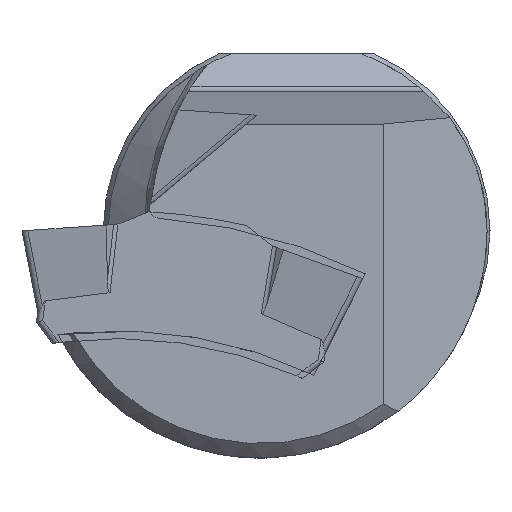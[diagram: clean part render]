
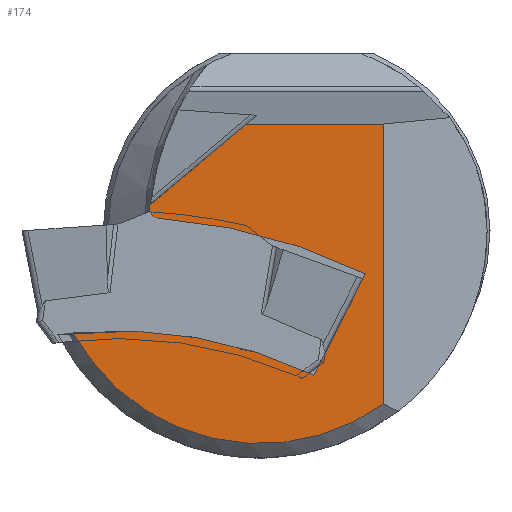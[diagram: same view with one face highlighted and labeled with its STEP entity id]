
A CAD part, left-side view. The second image highlights one B-rep face of the part: STEP entity #174.
In plain terms, the highlighted planar face has unit normal (-1, 0, 0).
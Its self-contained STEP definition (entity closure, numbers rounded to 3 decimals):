
#119=PLANE('',#1530);
#174=ADVANCED_FACE('',(#283),#119,.T.);
#283=FACE_OUTER_BOUND('',#359,.T.);
#359=EDGE_LOOP('',(#858,#859,#860,#861,#862,#863,#864,#865));
#462=LINE('',#2398,#562);
#463=LINE('',#2400,#563);
#464=LINE('',#2402,#564);
#465=LINE('',#2408,#565);
#562=VECTOR('',#1820,1.);
#563=VECTOR('',#1821,1.);
#564=VECTOR('',#1822,1.);
#565=VECTOR('',#1827,1.);
#606=CIRCLE('',#1526,23.65);
#607=CIRCLE('',#1527,11.);
#608=CIRCLE('',#1528,0.5);
#609=CIRCLE('',#1529,28.85);
#858=ORIENTED_EDGE('',*,*,#1312,.T.);
#859=ORIENTED_EDGE('',*,*,#1313,.F.);
#860=ORIENTED_EDGE('',*,*,#1314,.T.);
#861=ORIENTED_EDGE('',*,*,#1315,.F.);
#862=ORIENTED_EDGE('',*,*,#1316,.F.);
#863=ORIENTED_EDGE('',*,*,#1317,.T.);
#864=ORIENTED_EDGE('',*,*,#1318,.T.);
#865=ORIENTED_EDGE('',*,*,#1319,.T.);
#1134=VERTEX_POINT('',#2394);
#1135=VERTEX_POINT('',#2395);
#1136=VERTEX_POINT('',#2397);
#1137=VERTEX_POINT('',#2399);
#1138=VERTEX_POINT('',#2401);
#1139=VERTEX_POINT('',#2403);
#1140=VERTEX_POINT('',#2405);
#1141=VERTEX_POINT('',#2407);
#1312=EDGE_CURVE('',#1134,#1135,#606,.T.);
#1313=EDGE_CURVE('',#1136,#1135,#607,.T.);
#1314=EDGE_CURVE('',#1136,#1137,#462,.T.);
#1315=EDGE_CURVE('',#1138,#1137,#463,.T.);
#1316=EDGE_CURVE('',#1139,#1138,#464,.T.);
#1317=EDGE_CURVE('',#1139,#1140,#608,.T.);
#1318=EDGE_CURVE('',#1140,#1141,#609,.T.);
#1319=EDGE_CURVE('',#1141,#1134,#465,.T.);
#1526=AXIS2_PLACEMENT_3D('',#2393,#1816,#1817);
#1527=AXIS2_PLACEMENT_3D('',#2396,#1818,#1819);
#1528=AXIS2_PLACEMENT_3D('',#2404,#1823,#1824);
#1529=AXIS2_PLACEMENT_3D('',#2406,#1825,#1826);
#1530=AXIS2_PLACEMENT_3D('',#2409,#1828,#1829);
#1816=DIRECTION('',(-1.,0.,0.));
#1817=DIRECTION('',(0.,0.,1.));
#1818=DIRECTION('',(1.,0.,0.));
#1819=DIRECTION('',(0.,0.,1.));
#1820=DIRECTION('',(0.,0.,1.));
#1821=DIRECTION('',(0.,-1.,0.));
#1822=DIRECTION('',(0.,-0.766,0.643));
#1823=DIRECTION('',(-1.,0.,0.));
#1824=DIRECTION('',(0.,0.,1.));
#1825=DIRECTION('',(1.,0.,0.));
#1826=DIRECTION('',(0.,0.,1.));
#1827=DIRECTION('',(0.,0.454,-0.891));
#1828=DIRECTION('',(-1.,0.,0.));
#1829=DIRECTION('',(0.,0.,1.));
#2393=CARTESIAN_POINT('',(0.25,9.263,-28.818));
#2394=CARTESIAN_POINT('',(0.25,-0.889,-7.457));
#2395=CARTESIAN_POINT('',(0.25,11.551,-5.279));
#2396=CARTESIAN_POINT('',(0.25,1.9,0.));
#2397=CARTESIAN_POINT('',(0.25,-4.5,-8.947));
#2398=CARTESIAN_POINT('',(0.25,-4.5,-291.519));
#2399=CARTESIAN_POINT('',(0.25,-4.5,5.524));
#2400=CARTESIAN_POINT('',(0.25,0.,5.524));
#2401=CARTESIAN_POINT('',(0.25,2.587,5.524));
#2402=CARTESIAN_POINT('',(0.25,3.789,4.516));
#2403=CARTESIAN_POINT('',(0.25,7.553,1.357));
#2404=CARTESIAN_POINT('',(0.25,7.097,1.153));
#2405=CARTESIAN_POINT('',(0.25,7.132,0.654));
#2406=CARTESIAN_POINT('',(0.25,9.165,-28.125));
#2407=CARTESIAN_POINT('',(0.25,-3.553,-2.229));
#2408=CARTESIAN_POINT('',(0.25,-3.723,-1.897));
#2409=CARTESIAN_POINT('',(0.25,0.,0.));
